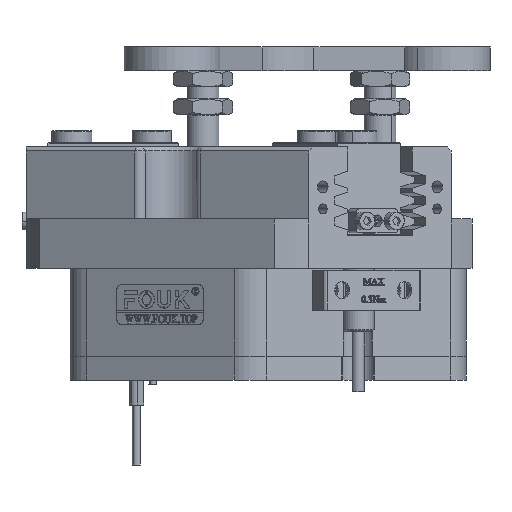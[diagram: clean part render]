
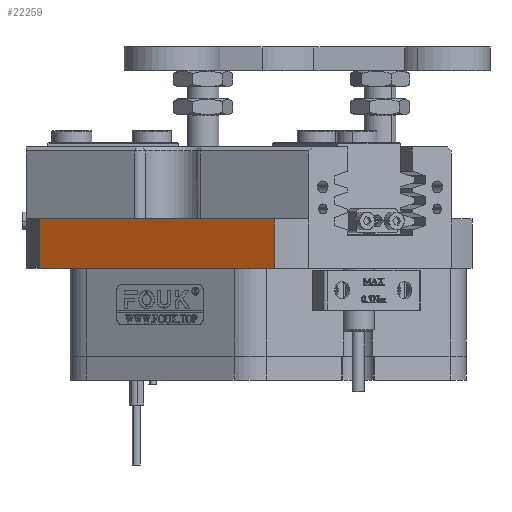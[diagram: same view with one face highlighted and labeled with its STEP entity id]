
A CAD part, front view. The second image highlights one B-rep face of the part: STEP entity #22259.
In plain terms, the highlighted planar face has unit normal (-0.5, -0.866, 0).
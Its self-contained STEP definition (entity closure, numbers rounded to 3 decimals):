
#1726 = LINE ( 'NONE', #16297, #19693 ) ;
#2122 = PLANE ( 'NONE',  #10074 ) ;
#4287 = VERTEX_POINT ( 'NONE', #44566 ) ;
#5633 = DIRECTION ( 'NONE',  ( 0., 0., -1. ) ) ;
#6115 = ORIENTED_EDGE ( 'NONE', *, *, #45418, .T. ) ;
#6853 = DIRECTION ( 'NONE',  ( 0.866, -0.5, 0. ) ) ;
#9148 = DIRECTION ( 'NONE',  ( 0., 0., 1. ) ) ;
#10074 = AXIS2_PLACEMENT_3D ( 'NONE', #11762, #17985, #51222 ) ;
#10130 = VERTEX_POINT ( 'NONE', #16373 ) ;
#11328 = VECTOR ( 'NONE', #6853, 1000. ) ;
#11762 = CARTESIAN_POINT ( 'NONE',  ( -105., 0., 0. ) ) ;
#15073 = CARTESIAN_POINT ( 'NONE',  ( -55.618, -28.511, 52.3 ) ) ;
#16297 = CARTESIAN_POINT ( 'NONE',  ( -105., 0., 34.3 ) ) ;
#16373 = CARTESIAN_POINT ( 'NONE',  ( -55.618, -28.511, 34.3 ) ) ;
#17985 = DIRECTION ( 'NONE',  ( -0.5, -0.866, 0. ) ) ;
#19693 = VECTOR ( 'NONE', #30441, 1000. ) ;
#19946 = CARTESIAN_POINT ( 'NONE',  ( 3.118, -62.422, 22. ) ) ;
#20624 = CARTESIAN_POINT ( 'NONE',  ( -105., 0., 22. ) ) ;
#22111 = ORIENTED_EDGE ( 'NONE', *, *, #33021, .T. ) ;
#22259 = ADVANCED_FACE ( 'NONE', ( #35050 ), #2122, .T. ) ;
#24297 = ORIENTED_EDGE ( 'NONE', *, *, #26914, .T. ) ;
#26914 = EDGE_CURVE ( 'NONE', #4287, #10130, #1726, .T. ) ;
#28186 = CARTESIAN_POINT ( 'NONE',  ( -55.618, -28.511, 22. ) ) ;
#30441 = DIRECTION ( 'NONE',  ( -0.866, 0.5, 0. ) ) ;
#33021 = EDGE_CURVE ( 'NONE', #10130, #41249, #45758, .T. ) ;
#35050 = FACE_OUTER_BOUND ( 'NONE', #44112, .T. ) ;
#36649 = LINE ( 'NONE', #20624, #11328 ) ;
#37677 = CARTESIAN_POINT ( 'NONE',  ( 3.118, -62.422, 52.3 ) ) ;
#38497 = LINE ( 'NONE', #37677, #51108 ) ;
#41249 = VERTEX_POINT ( 'NONE', #28186 ) ;
#44112 = EDGE_LOOP ( 'NONE', ( #22111, #6115, #57312, #24297 ) ) ;
#44566 = CARTESIAN_POINT ( 'NONE',  ( 3.118, -62.422, 34.3 ) ) ;
#45020 = VECTOR ( 'NONE', #5633, 1000. ) ;
#45418 = EDGE_CURVE ( 'NONE', #41249, #55736, #36649, .T. ) ;
#45758 = LINE ( 'NONE', #15073, #45020 ) ;
#51108 = VECTOR ( 'NONE', #9148, 1000. ) ;
#51222 = DIRECTION ( 'NONE',  ( 0.866, -0.5, 0. ) ) ;
#55736 = VERTEX_POINT ( 'NONE', #19946 ) ;
#57312 = ORIENTED_EDGE ( 'NONE', *, *, #60499, .T. ) ;
#60499 = EDGE_CURVE ( 'NONE', #55736, #4287, #38497, .T. ) ;
